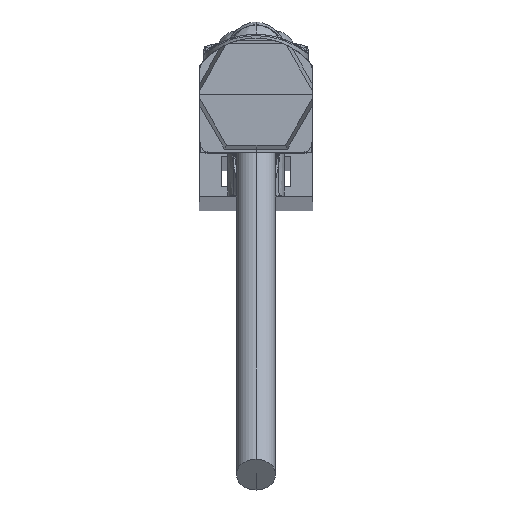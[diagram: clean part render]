
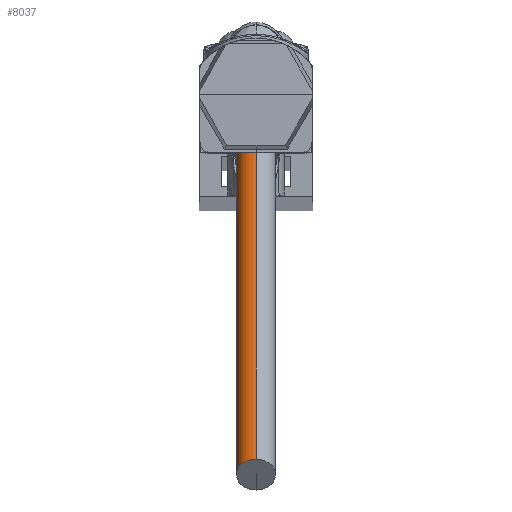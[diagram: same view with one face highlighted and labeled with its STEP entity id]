
A CAD part, top view. The second image highlights one B-rep face of the part: STEP entity #8037.
In plain terms, the highlighted cylindrical face has radius 2.075 mm (diameter 4.15 mm), a partial arc.
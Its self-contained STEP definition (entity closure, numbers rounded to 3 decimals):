
#7945=CARTESIAN_POINT('',(0.,-1.63,19.646));
#7946=DIRECTION('',(0.,-0.623,0.783));
#7947=DIRECTION('',(0.,0.783,0.623));
#7948=AXIS2_PLACEMENT_3D('',#7945,#7946,#7947);
#7950=DIRECTION('',(0.,-0.623,0.783));
#7951=VECTOR('',#7950,61.492);
#7952=CARTESIAN_POINT('',(0.,-0.007,20.938));
#7953=LINE('',#7952,#7951);
#7959=DIRECTION('',(0.,-0.623,0.783));
#7960=VECTOR('',#7959,61.492);
#7961=CARTESIAN_POINT('',(0.,-3.254,18.354));
#7962=LINE('',#7961,#7960);
#7968=CARTESIAN_POINT('',(0.,-39.91,67.77));
#7969=DIRECTION('',(0.,-0.623,0.783));
#7970=DIRECTION('',(0.,0.783,0.623));
#7971=AXIS2_PLACEMENT_3D('',#7968,#7969,#7970);
#7973=CARTESIAN_POINT('',(0.,-3.254,18.354));
#7974=CARTESIAN_POINT('',(0.,-0.007,20.938));
#7975=VERTEX_POINT('',#7973);
#7976=VERTEX_POINT('',#7974);
#7977=CARTESIAN_POINT('',(0.,-41.534,66.478));
#7978=CARTESIAN_POINT('',(0.,-38.286,69.061));
#7979=VERTEX_POINT('',#7977);
#7980=VERTEX_POINT('',#7978);
#8023=CARTESIAN_POINT('',(0.,-1.63,19.646));
#8024=DIRECTION('',(0.,-0.623,0.783));
#8025=DIRECTION('',(0.,-0.783,-0.623));
#8026=AXIS2_PLACEMENT_3D('',#8023,#8024,#8025);
#8027=CYLINDRICAL_SURFACE('',#8026,2.075);
#8028=ORIENTED_EDGE('',*,*,#8017,.F.);
#8030=ORIENTED_EDGE('',*,*,#8029,.T.);
#8032=ORIENTED_EDGE('',*,*,#8031,.T.);
#8034=ORIENTED_EDGE('',*,*,#8033,.F.);
#8035=EDGE_LOOP('',(#8028,#8030,#8032,#8034));
#8036=FACE_OUTER_BOUND('',#8035,.F.);
#8037=ADVANCED_FACE('',(#8036),#8027,.T.);
#7949=CIRCLE('',#7948,2.075);
#7972=CIRCLE('',#7971,2.075);
#8017=EDGE_CURVE('',#7976,#7975,#7949,.T.);
#8029=EDGE_CURVE('',#7976,#7980,#7953,.T.);
#8031=EDGE_CURVE('',#7980,#7979,#7972,.T.);
#8033=EDGE_CURVE('',#7975,#7979,#7962,.T.);
